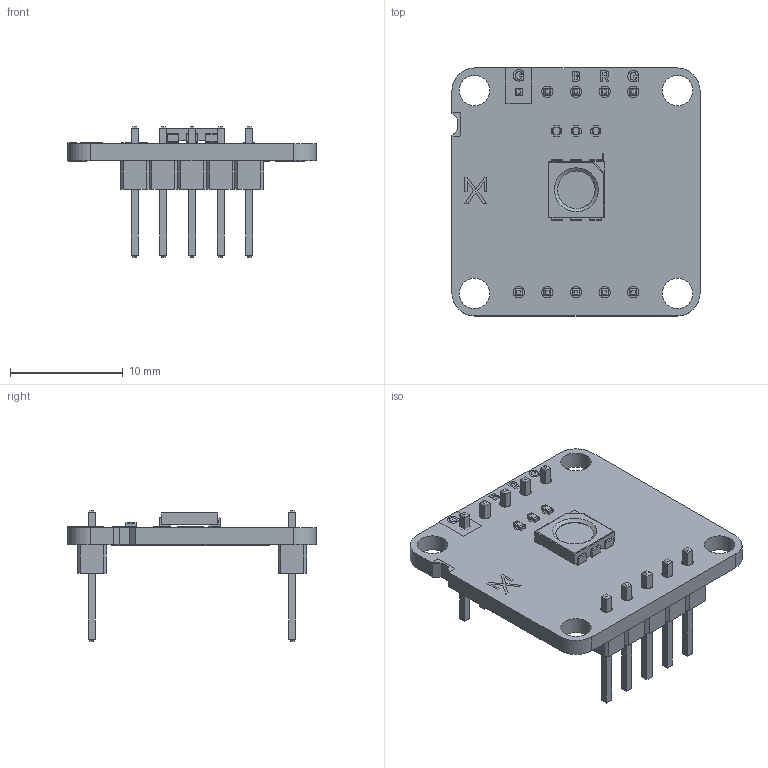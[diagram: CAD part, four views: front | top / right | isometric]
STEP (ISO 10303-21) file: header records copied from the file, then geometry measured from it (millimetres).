
FILE_DESCRIPTION(('KiCad electronic assembly'),'2;1');
FILE_NAME('STP_AX22_0006.step','2025-07-07T18:55:08',('Pcbnew'),('Kicad' ),'Open CASCADE STEP processor 7.8','KiCad to STEP converter', 'Unknown');
FILE_SCHEMA(('AUTOMOTIVE_DESIGN { 1 0 10303 214 1 1 1 1 }'));
Length unit declared in the file: millimetre
Products named in the file (6): STP_AX22_0006 1; R_0402_1005Metric; PinHeader_1x05_P2.54mm_Vertical; LED_RGB_5050-6; AX22_RGB-LED_silkscreen; AX22_RGB-LED_PCB
Assembly tree (8 placements, depth 2):
  STP_AX22_0006 1
    R_0402_1005Metric  x3
    PinHeader_1x05_P2.54mm_Vertical  x2
    LED_RGB_5050-6
    AX22_RGB-LED_silkscreen
    AX22_RGB-LED_PCB
Bounding box: 22 x 22 x 11.54 mm (x, y, z)
Volume: 902.2 mm3; surface area: 1766.9 mm2
Topology: 7 solids, 41 shells, 488 faces, 2109 edges, 1678 vertices
Faces by surface type: plane 346, bspline 100, cylinder 42
Full cylindrical faces by diameter (mm): 1 x10, 2.7 x4
Entity records: 18406 total; most frequent: CARTESIAN_POINT 4219, ORIENTED_EDGE 2440, DIRECTION 1969, EDGE_CURVE 1677, VERTEX_POINT 1406, LINE 1185, VECTOR 1185, AXIS2_PLACEMENT_3D 392
